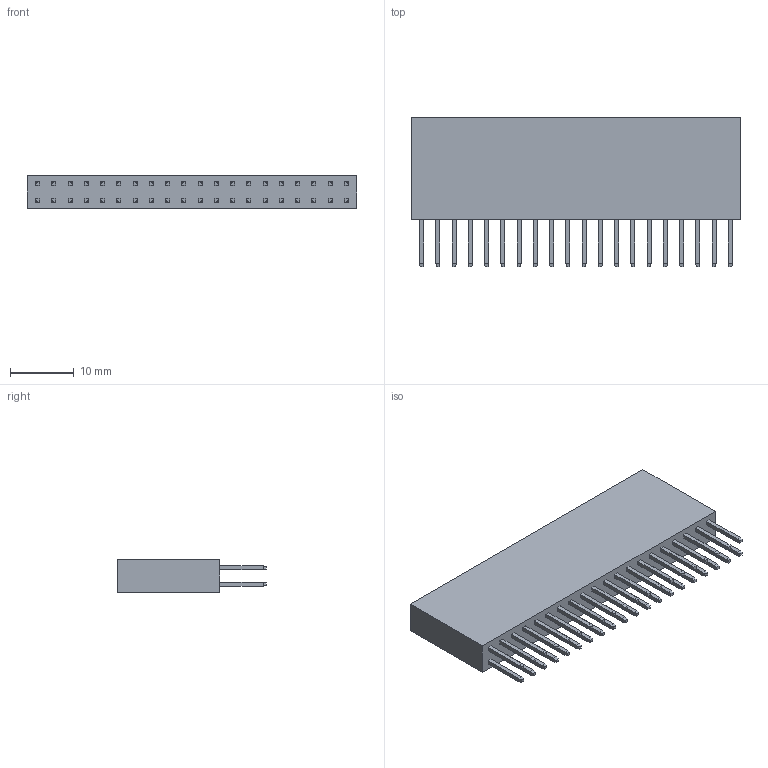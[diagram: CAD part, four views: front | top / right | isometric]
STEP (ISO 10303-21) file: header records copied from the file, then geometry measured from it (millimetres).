
FILE_DESCRIPTION(/* description */ (''),/* implementation_level */ '2;1');
FILE_NAME(/* name */ 'PRT-16763.step',/* time_stamp */ '2023-04-08T21:16:46+02:00',/* author */ (''),/* organization */ (''),/* preprocessor_version */ 'ST-DEVELOPER v19.2',/* originating_system */ 'Autodesk Translation Framework v12.4.0.73',/* authorisation */ '');
FILE_SCHEMA (('AUTOMOTIVE_DESIGN { 1 0 10303 214 3 1 1 }'));
Length unit declared in the file: millimetre
Products named in the file (1): 2x20 Stacking Header
Bounding box: 51.5 x 23.29 x 5.08 mm (x, y, z)
Volume: 4104.8 mm3; surface area: 5101 mm2
Topology: 41 solids, 41 shells, 726 faces, 1612 edges, 968 vertices
Faces by surface type: plane 726
Entity records: 19930 total; most frequent: CARTESIAN_POINT 3307, ORIENTED_EDGE 3224, DIRECTION 3066, LINE 1612, VECTOR 1612, EDGE_CURVE 1612, VERTEX_POINT 968, EDGE_LOOP 806
